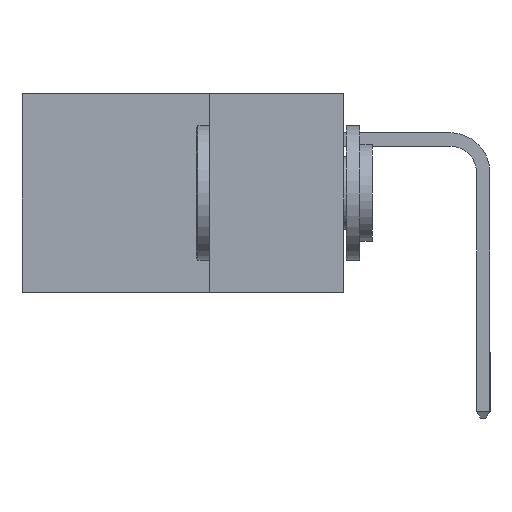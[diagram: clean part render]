
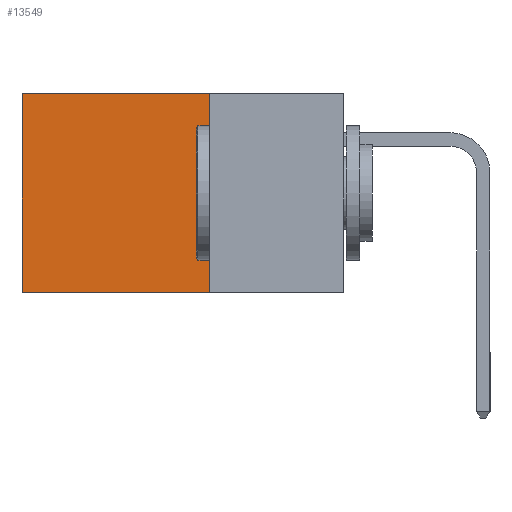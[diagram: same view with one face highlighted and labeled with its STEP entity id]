
A CAD part, left-side view. The second image highlights one B-rep face of the part: STEP entity #13549.
In plain terms, the highlighted planar face has unit normal (-1, 0, 0).
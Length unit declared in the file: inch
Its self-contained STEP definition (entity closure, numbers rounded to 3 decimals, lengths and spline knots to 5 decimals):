
#23 = VECTOR ( 'NONE', #15934, 39.37008 ) ;
#490 = CARTESIAN_POINT ( 'NONE',  ( 0.2615, 0.6, 0. ) ) ;
#2240 = ORIENTED_EDGE ( 'NONE', *, *, #8015, .F. ) ;
#3963 = VECTOR ( 'NONE', #24629, 39.37008 ) ;
#6838 = VERTEX_POINT ( 'NONE', #20583 ) ;
#8015 = EDGE_CURVE ( 'NONE', #23620, #10435, #20048, .T. ) ;
#8990 = EDGE_CURVE ( 'NONE', #10435, #6838, #21914, .T. ) ;
#9431 = DIRECTION ( 'NONE',  ( 0., 0., -1. ) ) ;
#9500 = DIRECTION ( 'NONE',  ( 0., 1., 0. ) ) ;
#9733 = VECTOR ( 'NONE', #9500, 39.37008 ) ;
#9813 = LINE ( 'NONE', #14028, #23 ) ;
#10435 = VERTEX_POINT ( 'NONE', #24100 ) ;
#10698 = ORIENTED_EDGE ( 'NONE', *, *, #25680, .T. ) ;
#10715 = PLANE ( 'NONE',  #15921 ) ;
#11158 = ORIENTED_EDGE ( 'NONE', *, *, #8990, .F. ) ;
#11545 = CARTESIAN_POINT ( 'NONE',  ( 0.2615, 0.25, -0.37 ) ) ;
#11986 = CARTESIAN_POINT ( 'NONE',  ( 0.2615, 0.25, 0. ) ) ;
#12345 = FACE_OUTER_BOUND ( 'NONE', #24774, .T. ) ;
#13549 = ADVANCED_FACE ( 'NONE', ( #12345 ), #10715, .F. ) ;
#14028 = CARTESIAN_POINT ( 'NONE',  ( 0.2615, 0.6, -0.37 ) ) ;
#14055 = VERTEX_POINT ( 'NONE', #490 ) ;
#15747 = DIRECTION ( 'NONE',  ( 1., 0., 0. ) ) ;
#15921 = AXIS2_PLACEMENT_3D ( 'NONE', #16838, #15747, #24596 ) ;
#15934 = DIRECTION ( 'NONE',  ( 0., 0., -1. ) ) ;
#16838 = CARTESIAN_POINT ( 'NONE',  ( 0.2615, 0.25, -0.37 ) ) ;
#17599 = CARTESIAN_POINT ( 'NONE',  ( 0.2615, 0.25, -0.37 ) ) ;
#20048 = LINE ( 'NONE', #17599, #21490 ) ;
#20237 = ORIENTED_EDGE ( 'NONE', *, *, #26766, .T. ) ;
#20583 = CARTESIAN_POINT ( 'NONE',  ( 0.2615, 0.6, -0.37 ) ) ;
#20769 = CARTESIAN_POINT ( 'NONE',  ( 0.2615, 0.25, 0. ) ) ;
#21490 = VECTOR ( 'NONE', #9431, 39.37008 ) ;
#21914 = LINE ( 'NONE', #11545, #9733 ) ;
#22217 = LINE ( 'NONE', #11986, #3963 ) ;
#23620 = VERTEX_POINT ( 'NONE', #20769 ) ;
#24100 = CARTESIAN_POINT ( 'NONE',  ( 0.2615, 0.25, -0.37 ) ) ;
#24596 = DIRECTION ( 'NONE',  ( 0., 0., -1. ) ) ;
#24629 = DIRECTION ( 'NONE',  ( 0., 1., 0. ) ) ;
#24774 = EDGE_LOOP ( 'NONE', ( #10698, #11158, #2240, #20237 ) ) ;
#25680 = EDGE_CURVE ( 'NONE', #14055, #6838, #9813, .T. ) ;
#26766 = EDGE_CURVE ( 'NONE', #23620, #14055, #22217, .T. ) ;
